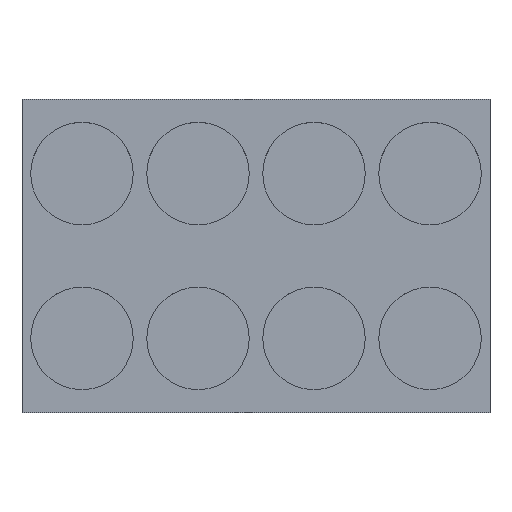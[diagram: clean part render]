
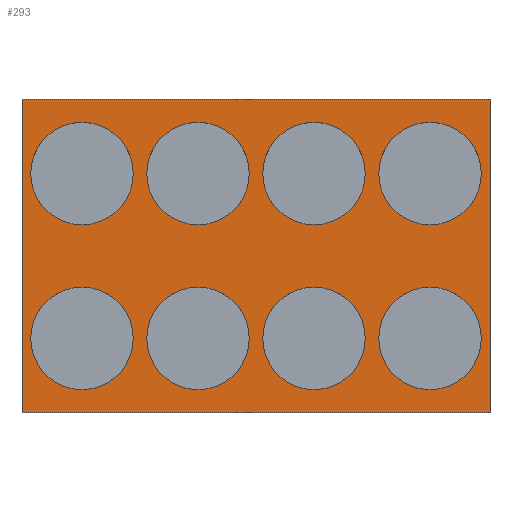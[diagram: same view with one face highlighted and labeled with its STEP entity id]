
A CAD part, top view. The second image highlights one B-rep face of the part: STEP entity #293.
In plain terms, the highlighted planar face has unit normal (0, 0, 1).
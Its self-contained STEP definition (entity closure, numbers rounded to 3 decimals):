
#15=FACE_BOUND('',#68,.T.);
#16=FACE_BOUND('',#69,.T.);
#17=FACE_BOUND('',#70,.T.);
#18=FACE_BOUND('',#71,.T.);
#19=FACE_BOUND('',#72,.T.);
#20=FACE_BOUND('',#73,.T.);
#21=FACE_BOUND('',#74,.T.);
#22=FACE_BOUND('',#75,.T.);
#23=PLANE('',#345);
#45=FACE_OUTER_BOUND('',#67,.T.);
#67=EDGE_LOOP('',(#237,#238,#239,#240));
#68=EDGE_LOOP('',(#241));
#69=EDGE_LOOP('',(#242));
#70=EDGE_LOOP('',(#243));
#71=EDGE_LOOP('',(#244));
#72=EDGE_LOOP('',(#245));
#73=EDGE_LOOP('',(#246));
#74=EDGE_LOOP('',(#247));
#75=EDGE_LOOP('',(#248));
#97=LINE('',#509,#117);
#98=LINE('',#511,#118);
#99=LINE('',#513,#119);
#100=LINE('',#514,#120);
#117=VECTOR('',#419,10.);
#118=VECTOR('',#420,10.);
#119=VECTOR('',#421,10.);
#120=VECTOR('',#422,10.);
#129=CIRCLE('',#322,14.);
#131=CIRCLE('',#325,14.);
#133=CIRCLE('',#328,14.);
#135=CIRCLE('',#331,14.);
#137=CIRCLE('',#334,14.);
#139=CIRCLE('',#337,14.);
#141=CIRCLE('',#340,14.);
#143=CIRCLE('',#343,14.);
#145=VERTEX_POINT('',#459);
#147=VERTEX_POINT('',#465);
#149=VERTEX_POINT('',#471);
#151=VERTEX_POINT('',#477);
#153=VERTEX_POINT('',#483);
#155=VERTEX_POINT('',#489);
#157=VERTEX_POINT('',#495);
#159=VERTEX_POINT('',#501);
#161=VERTEX_POINT('',#507);
#162=VERTEX_POINT('',#508);
#163=VERTEX_POINT('',#510);
#164=VERTEX_POINT('',#512);
#169=EDGE_CURVE('',#145,#145,#129,.T.);
#172=EDGE_CURVE('',#147,#147,#131,.T.);
#175=EDGE_CURVE('',#149,#149,#133,.T.);
#178=EDGE_CURVE('',#151,#151,#135,.T.);
#181=EDGE_CURVE('',#153,#153,#137,.T.);
#184=EDGE_CURVE('',#155,#155,#139,.T.);
#187=EDGE_CURVE('',#157,#157,#141,.T.);
#190=EDGE_CURVE('',#159,#159,#143,.T.);
#193=EDGE_CURVE('',#161,#162,#97,.T.);
#194=EDGE_CURVE('',#162,#163,#98,.T.);
#195=EDGE_CURVE('',#163,#164,#99,.T.);
#196=EDGE_CURVE('',#164,#161,#100,.T.);
#237=ORIENTED_EDGE('',*,*,#193,.T.);
#238=ORIENTED_EDGE('',*,*,#194,.T.);
#239=ORIENTED_EDGE('',*,*,#195,.T.);
#240=ORIENTED_EDGE('',*,*,#196,.T.);
#241=ORIENTED_EDGE('',*,*,#190,.T.);
#242=ORIENTED_EDGE('',*,*,#187,.T.);
#243=ORIENTED_EDGE('',*,*,#184,.T.);
#244=ORIENTED_EDGE('',*,*,#181,.T.);
#245=ORIENTED_EDGE('',*,*,#178,.T.);
#246=ORIENTED_EDGE('',*,*,#175,.T.);
#247=ORIENTED_EDGE('',*,*,#172,.T.);
#248=ORIENTED_EDGE('',*,*,#169,.T.);
#293=ADVANCED_FACE('',(#45,#15,#16,#17,#18,#19,#20,#21,#22),#23,.T.);
#322=AXIS2_PLACEMENT_3D('',#460,#363,#364);
#325=AXIS2_PLACEMENT_3D('',#466,#370,#371);
#328=AXIS2_PLACEMENT_3D('',#472,#377,#378);
#331=AXIS2_PLACEMENT_3D('',#478,#384,#385);
#334=AXIS2_PLACEMENT_3D('',#484,#391,#392);
#337=AXIS2_PLACEMENT_3D('',#490,#398,#399);
#340=AXIS2_PLACEMENT_3D('',#496,#405,#406);
#343=AXIS2_PLACEMENT_3D('',#502,#412,#413);
#345=AXIS2_PLACEMENT_3D('',#506,#417,#418);
#363=DIRECTION('center_axis',(0.,0.,-1.));
#364=DIRECTION('ref_axis',(-1.,0.,0.));
#370=DIRECTION('center_axis',(0.,0.,-1.));
#371=DIRECTION('ref_axis',(-1.,0.,0.));
#377=DIRECTION('center_axis',(0.,0.,-1.));
#378=DIRECTION('ref_axis',(-1.,0.,0.));
#384=DIRECTION('center_axis',(0.,0.,-1.));
#385=DIRECTION('ref_axis',(-1.,0.,0.));
#391=DIRECTION('center_axis',(0.,0.,-1.));
#392=DIRECTION('ref_axis',(-1.,0.,0.));
#398=DIRECTION('center_axis',(0.,0.,-1.));
#399=DIRECTION('ref_axis',(-1.,0.,0.));
#405=DIRECTION('center_axis',(0.,0.,-1.));
#406=DIRECTION('ref_axis',(-1.,0.,0.));
#412=DIRECTION('center_axis',(0.,0.,-1.));
#413=DIRECTION('ref_axis',(-1.,0.,0.));
#417=DIRECTION('center_axis',(0.,0.,1.));
#418=DIRECTION('ref_axis',(-1.,0.,0.));
#419=DIRECTION('',(0.,-1.,0.));
#420=DIRECTION('',(1.,0.,0.));
#421=DIRECTION('',(0.,1.,0.));
#422=DIRECTION('',(-1.,0.,0.));
#459=CARTESIAN_POINT('',(61.5,-22.5,18.));
#460=CARTESIAN_POINT('Origin',(47.5,-22.5,18.));
#465=CARTESIAN_POINT('',(29.833,-22.5,18.));
#466=CARTESIAN_POINT('Origin',(15.833,-22.5,18.));
#471=CARTESIAN_POINT('',(29.833,22.5,18.));
#472=CARTESIAN_POINT('Origin',(15.833,22.5,18.));
#477=CARTESIAN_POINT('',(61.5,22.5,18.));
#478=CARTESIAN_POINT('Origin',(47.5,22.5,18.));
#483=CARTESIAN_POINT('',(-33.5,22.5,18.));
#484=CARTESIAN_POINT('Origin',(-47.5,22.5,18.));
#489=CARTESIAN_POINT('',(-33.5,-22.5,18.));
#490=CARTESIAN_POINT('Origin',(-47.5,-22.5,18.));
#495=CARTESIAN_POINT('',(-1.833,22.5,18.));
#496=CARTESIAN_POINT('Origin',(-15.833,22.5,18.));
#501=CARTESIAN_POINT('',(-1.833,-22.5,18.));
#502=CARTESIAN_POINT('Origin',(-15.833,-22.5,18.));
#506=CARTESIAN_POINT('Origin',(0.,0.,18.));
#507=CARTESIAN_POINT('',(-63.875,42.75,18.));
#508=CARTESIAN_POINT('',(-63.875,-42.75,18.));
#509=CARTESIAN_POINT('',(-63.875,-42.75,18.));
#510=CARTESIAN_POINT('',(63.875,-42.75,18.));
#511=CARTESIAN_POINT('',(63.875,-42.75,18.));
#512=CARTESIAN_POINT('',(63.875,42.75,18.));
#513=CARTESIAN_POINT('',(63.875,42.75,18.));
#514=CARTESIAN_POINT('',(-63.875,42.75,18.));
